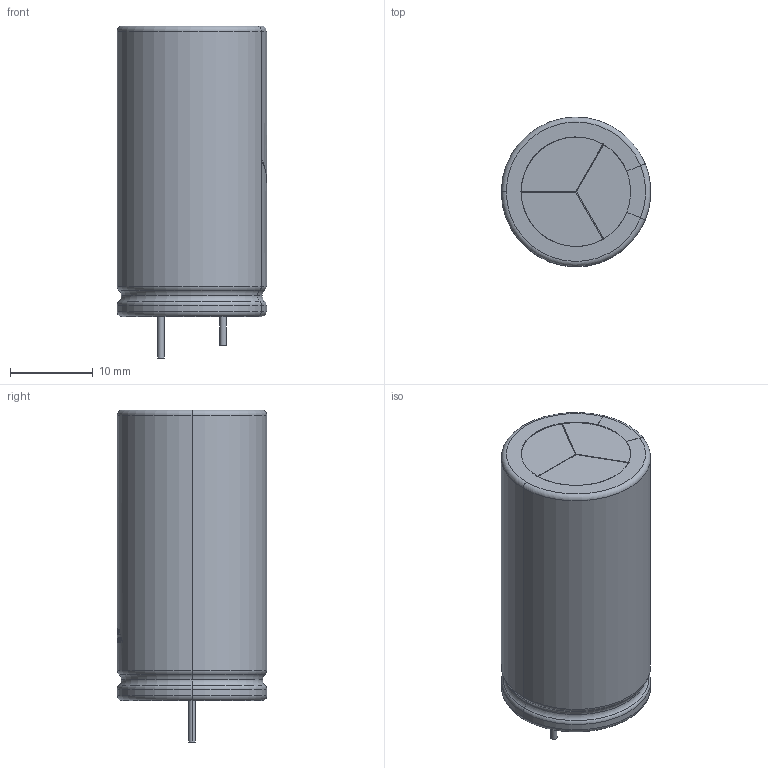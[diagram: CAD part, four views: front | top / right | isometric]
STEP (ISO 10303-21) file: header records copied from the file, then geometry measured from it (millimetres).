
FILE_DESCRIPTION (( 'STEP AP214' ), '1' );
FILE_NAME ('CAP-TH_BD18.0-P7.5-D0.8-FD.step', '2022-09-08T08:51:20', ( '' ), ( '' ), 'SwSTEP 2.0', 'SolidWorks 2020', '' );
FILE_SCHEMA (( 'AUTOMOTIVE_DESIGN' ));
Length unit declared in the file: millimetre
Products named in the file (1): CAP-TH_BD18.0-P7.5-D0.8-FD
Bounding box: 18.01 x 18 x 40.01 mm (x, y, z)
Volume: 8844 mm3; surface area: 2506.3 mm2
Topology: 1 solids, 1 shells, 288 faces, 788 edges, 525 vertices
Faces by surface type: plane 129, bspline 98, cylinder 43, torus 18
Entity records: 11193 total; most frequent: CARTESIAN_POINT 4326, ORIENTED_EDGE 1576, DIRECTION 841, EDGE_CURVE 788, VERTEX_POINT 525, EDGE_LOOP 311, FACE_OUTER_BOUND 288, ADVANCED_FACE 288
